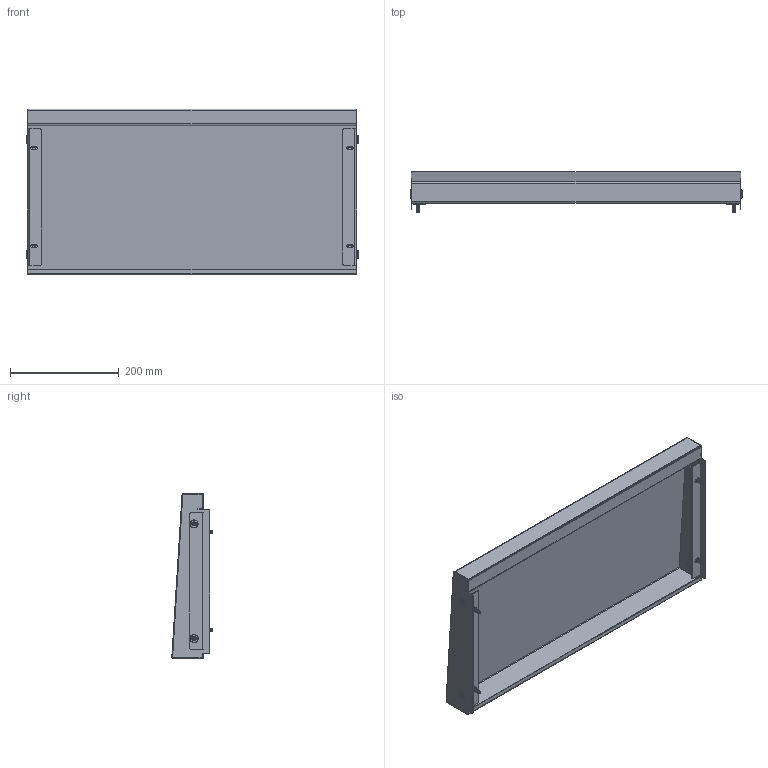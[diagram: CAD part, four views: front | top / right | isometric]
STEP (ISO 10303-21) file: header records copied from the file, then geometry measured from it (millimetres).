
FILE_DESCRIPTION (( 'STEP AP214' ), '1' );
FILE_NAME ('00.060.000.28.STEP', '2024-06-14T09:19:33', ( '' ), ( '' ), 'SwSTEP 2.0', 'SolidWorks 2021', '' );
FILE_SCHEMA (( 'AUTOMOTIVE_DESIGN' ));
Length unit declared in the file: millimetre
Products named in the file (7): Âèíò DIN 967 Ì5õ16 ñ ïîëóêðóãëîé ãîëîâêîé ñ êðåñòîîáðàçíûì øëèöåì; 栺樇罻 D280; 00.060.000.28; Âèíò Ì6õ16 ìåáåëüíûé; Êðûøà W600D280; 赶鎀鍧 D280; Çàêëåïêà ðåçüáîâàÿ Ì6 øåñòèãðàííàÿ ñ óìåíüøåííûì áîðòîì
Assembly tree (17 placements, depth 2):
  00.060.000.28
    Êðûøà W600D280
    栺樇罻 D280  x2
    赶鎀鍧 D280  x2
    Çàêëåïêà ðåçüáîâàÿ Ì6 øåñòèãðàííàÿ ñ óìåíüøåííûì áîðòîì  x4
    Âèíò DIN 967 Ì5õ16 ñ ïîëóêðóãëîé ãîëîâêîé ñ êðåñòîîáðàçíûì øëèöåì  x4
    Âèíò Ì6õ16 ìåáåëüíûé  x4
Bounding box: 610 x 74.12 x 303.88 mm (x, y, z)
Volume: 493519.8 mm3; surface area: 665636.3 mm2
Topology: 17 solids, 17 shells, 882 faces, 2208 edges, 1372 vertices
Faces by surface type: cylinder 382, plane 380, cone 56, torus 32, bspline 24, sphere 8
Entity records: 13698 total; most frequent: CARTESIAN_POINT 6923, ORIENTED_EDGE 1410, DIRECTION 1290, EDGE_CURVE 705, AXIS2_PLACEMENT_3D 440, VERTEX_POINT 435, VECTOR 410, LINE 410
